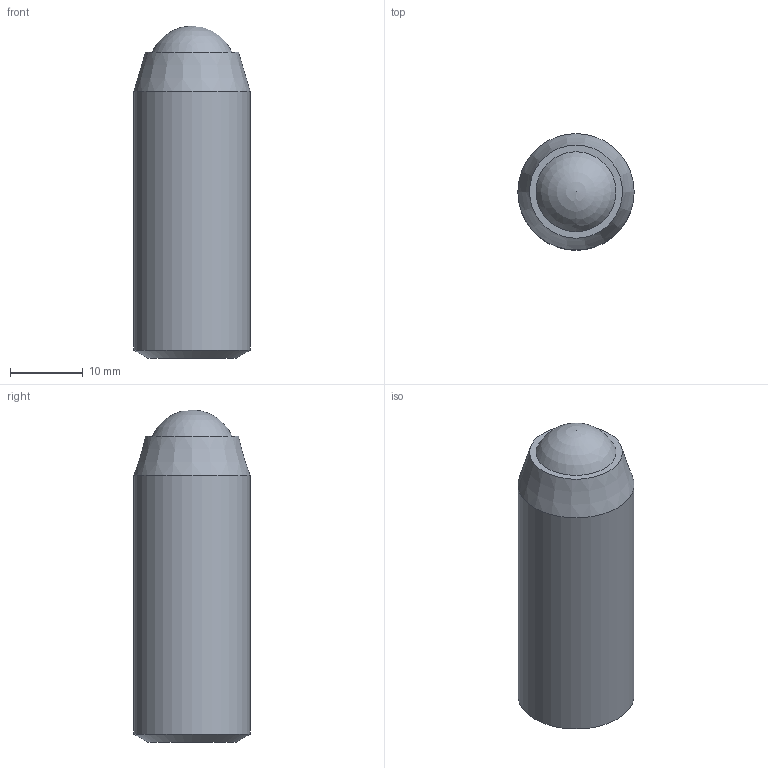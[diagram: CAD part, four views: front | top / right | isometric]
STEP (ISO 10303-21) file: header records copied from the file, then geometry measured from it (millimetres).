
FILE_DESCRIPTION( ( 'Unknown' ), '1' );
FILE_NAME( 'PT16A-1645.stp', 'Unknown', ( 'Unknown' ), ( 'Unknown' ), 'PSStep 17.0.49', 'Unknown', ' ' );
FILE_SCHEMA( ( 'AUTOMOTIVE_DESIGN { 1 0 10303 214 1 1 1 1 }' ) );
Length unit declared in the file: millimetre
Products named in the file (1): 1
Bounding box: 16 x 16 x 45.68 mm (x, y, z)
Volume: 8032.2 mm3; surface area: 2601.4 mm2
Topology: 1 solids, 1 shells, 19 faces, 44 edges, 27 vertices
Faces by surface type: plane 14, cone 3, cylinder 1, sphere 1
Full cylindrical faces by diameter (mm): 16 x1
Entity records: 648 total; most frequent: DIRECTION 86, CARTESIAN_POINT 80, ORIENTED_EDGE 70, EDGE_CURVE 35, AXIS2_PLACEMENT_3D 31, VERTEX_POINT 25, EDGE_LOOP 24, LINE 24
